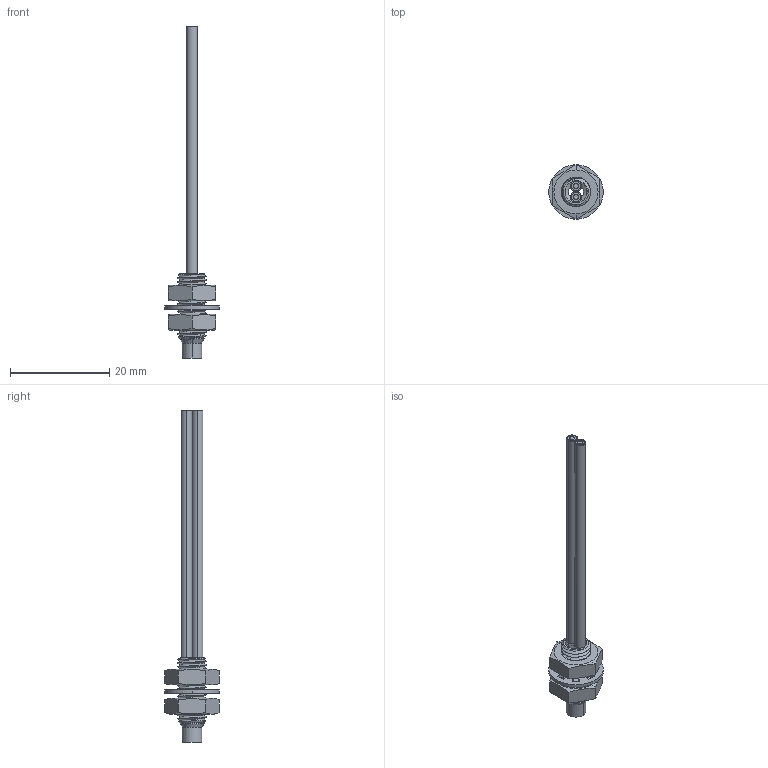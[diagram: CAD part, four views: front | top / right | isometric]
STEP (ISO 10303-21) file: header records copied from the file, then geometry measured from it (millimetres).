
FILE_DESCRIPTION((''),'2;1');
FILE_NAME('193975_ASM','2016-03-09T',('pdmadmin'),(''),'PRO/ENGINEER BY PARAMETRIC TECHNOLOGY CORPORATION, 2013230','PRO/ENGINEER BY PARAMETRIC TECHNOLOGY CORPORATION, 2013230','');
FILE_SCHEMA(('CONFIG_CONTROL_DESIGN'));
Length unit declared in the file: inch
Products named in the file (9): 30922_AF0; 30920; 30921; 30921_AF0; 107115; FIBER_CORE_1MM_AF0; FIBER_CORE_1MM_AF1; 91239_ASM; 193975_ASM
Assembly tree (9 placements, depth 3):
  193975_ASM
    91239_ASM
      30922_AF0
      30920
      30921
      30921_AF0
      107115  x2
      FIBER_CORE_1MM_AF0
      FIBER_CORE_1MM_AF1
Bounding box: 11 x 11 x 67.01 mm (x, y, z)
Volume: 904.5 mm3; surface area: 4049.7 mm2
Topology: 12 solids, 14 shells, 163 faces, 401 edges, 262 vertices
Faces by surface type: cylinder 87, plane 52, cone 14, bspline 10
Entity records: 9151 total; most frequent: CARTESIAN_POINT 5486, ORIENTED_EDGE 734, DIRECTION 701, EDGE_CURVE 371, AXIS2_PLACEMENT_3D 272, VERTEX_POINT 242, EDGE_LOOP 159, VECTOR 157
